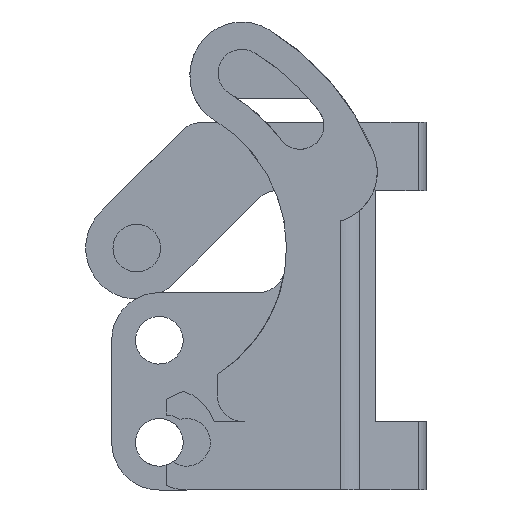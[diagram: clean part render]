
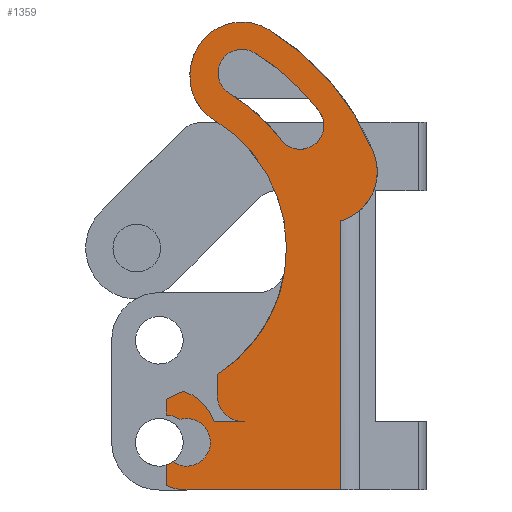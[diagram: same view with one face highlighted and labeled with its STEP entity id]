
A CAD part, left-side view. The second image highlights one B-rep face of the part: STEP entity #1359.
In plain terms, the highlighted planar face has unit normal (-1, 0, 0).
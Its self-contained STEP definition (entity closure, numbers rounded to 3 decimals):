
#17=FACE_BOUND('',#237,.T.);
#31=ELLIPSE('',#1459,4.,3.75);
#39=CIRCLE('',#1416,1.75);
#56=CIRCLE('',#1442,2.);
#57=CIRCLE('',#1444,16.75);
#58=CIRCLE('',#1446,1.75);
#59=CIRCLE('',#1448,13.25);
#60=CIRCLE('',#1450,1.75);
#62=CIRCLE('',#1455,3.75);
#63=CIRCLE('',#1458,3.75);
#64=CIRCLE('',#1461,18.75);
#68=CIRCLE('',#1472,11.);
#84=CIRCLE('',#1497,3.5);
#85=CIRCLE('',#1498,2.);
#86=CIRCLE('',#1499,3.75);
#87=CIRCLE('',#1500,3.5);
#88=CIRCLE('',#1501,1.75);
#89=CIRCLE('',#1502,1.75);
#167=FACE_OUTER_BOUND('',#236,.T.);
#236=EDGE_LOOP('',(#1062,#1063,#1064,#1065,#1066,#1067,#1068,#1069,#1070,
#1071,#1072,#1073,#1074,#1075,#1076,#1077,#1078,#1079,#1080));
#237=EDGE_LOOP('',(#1081,#1082,#1083,#1084,#1085));
#313=LINE('',#2138,#439);
#338=LINE('',#2224,#464);
#345=LINE('',#2239,#471);
#346=LINE('',#2242,#472);
#347=LINE('',#2246,#473);
#348=LINE('',#2250,#474);
#349=LINE('',#2254,#475);
#439=VECTOR('',#1709,10.);
#464=VECTOR('',#1796,10.);
#471=VECTOR('',#1805,10.);
#472=VECTOR('',#1808,10.);
#473=VECTOR('',#1811,10.);
#474=VECTOR('',#1814,10.);
#475=VECTOR('',#1817,10.);
#537=VERTEX_POINT('',#1994);
#538=VERTEX_POINT('',#1995);
#560=VERTEX_POINT('',#2054);
#561=VERTEX_POINT('',#2055);
#562=VERTEX_POINT('',#2060);
#563=VERTEX_POINT('',#2064);
#564=VERTEX_POINT('',#2068);
#568=VERTEX_POINT('',#2081);
#569=VERTEX_POINT('',#2083);
#571=VERTEX_POINT('',#2094);
#572=VERTEX_POINT('',#2095);
#573=VERTEX_POINT('',#2105);
#584=VERTEX_POINT('',#2137);
#592=VERTEX_POINT('',#2161);
#610=VERTEX_POINT('',#2213);
#621=VERTEX_POINT('',#2238);
#622=VERTEX_POINT('',#2241);
#623=VERTEX_POINT('',#2243);
#624=VERTEX_POINT('',#2245);
#625=VERTEX_POINT('',#2247);
#626=VERTEX_POINT('',#2249);
#627=VERTEX_POINT('',#2251);
#628=VERTEX_POINT('',#2253);
#629=VERTEX_POINT('',#2255);
#680=EDGE_CURVE('',#537,#538,#39,.T.);
#710=EDGE_CURVE('',#560,#561,#56,.T.);
#713=EDGE_CURVE('',#562,#560,#57,.T.);
#715=EDGE_CURVE('',#563,#562,#58,.T.);
#717=EDGE_CURVE('',#564,#563,#59,.T.);
#719=EDGE_CURVE('',#561,#564,#60,.T.);
#724=EDGE_CURVE('',#569,#568,#62,.T.);
#727=EDGE_CURVE('',#571,#572,#63,.T.);
#730=EDGE_CURVE('',#572,#573,#31,.T.);
#732=EDGE_CURVE('',#568,#571,#64,.T.);
#745=EDGE_CURVE('',#584,#569,#313,.T.);
#757=EDGE_CURVE('',#592,#573,#68,.T.);
#789=EDGE_CURVE('',#584,#610,#338,.T.);
#796=EDGE_CURVE('',#621,#538,#345,.T.);
#797=EDGE_CURVE('',#621,#610,#84,.T.);
#798=EDGE_CURVE('',#622,#592,#346,.T.);
#799=EDGE_CURVE('',#623,#622,#85,.T.);
#800=EDGE_CURVE('',#624,#623,#347,.T.);
#801=EDGE_CURVE('',#625,#624,#86,.T.);
#802=EDGE_CURVE('',#626,#625,#348,.T.);
#803=EDGE_CURVE('',#627,#626,#87,.T.);
#804=EDGE_CURVE('',#628,#627,#349,.T.);
#805=EDGE_CURVE('',#629,#628,#88,.T.);
#806=EDGE_CURVE('',#629,#537,#89,.T.);
#1062=ORIENTED_EDGE('',*,*,#680,.T.);
#1063=ORIENTED_EDGE('',*,*,#796,.F.);
#1064=ORIENTED_EDGE('',*,*,#797,.T.);
#1065=ORIENTED_EDGE('',*,*,#789,.F.);
#1066=ORIENTED_EDGE('',*,*,#745,.T.);
#1067=ORIENTED_EDGE('',*,*,#724,.T.);
#1068=ORIENTED_EDGE('',*,*,#732,.T.);
#1069=ORIENTED_EDGE('',*,*,#727,.T.);
#1070=ORIENTED_EDGE('',*,*,#730,.T.);
#1071=ORIENTED_EDGE('',*,*,#757,.F.);
#1072=ORIENTED_EDGE('',*,*,#798,.F.);
#1073=ORIENTED_EDGE('',*,*,#799,.F.);
#1074=ORIENTED_EDGE('',*,*,#800,.F.);
#1075=ORIENTED_EDGE('',*,*,#801,.F.);
#1076=ORIENTED_EDGE('',*,*,#802,.F.);
#1077=ORIENTED_EDGE('',*,*,#803,.F.);
#1078=ORIENTED_EDGE('',*,*,#804,.F.);
#1079=ORIENTED_EDGE('',*,*,#805,.F.);
#1080=ORIENTED_EDGE('',*,*,#806,.T.);
#1081=ORIENTED_EDGE('',*,*,#710,.T.);
#1082=ORIENTED_EDGE('',*,*,#719,.T.);
#1083=ORIENTED_EDGE('',*,*,#717,.T.);
#1084=ORIENTED_EDGE('',*,*,#715,.T.);
#1085=ORIENTED_EDGE('',*,*,#713,.T.);
#1301=PLANE('',#1496);
#1359=ADVANCED_FACE('',(#167,#17),#1301,.F.);
#1416=AXIS2_PLACEMENT_3D('',#1996,#1580,#1581);
#1442=AXIS2_PLACEMENT_3D('',#2056,#1643,#1644);
#1444=AXIS2_PLACEMENT_3D('',#2061,#1649,#1650);
#1446=AXIS2_PLACEMENT_3D('',#2065,#1654,#1655);
#1448=AXIS2_PLACEMENT_3D('',#2069,#1659,#1660);
#1450=AXIS2_PLACEMENT_3D('',#2072,#1664,#1665);
#1455=AXIS2_PLACEMENT_3D('',#2084,#1676,#1677);
#1458=AXIS2_PLACEMENT_3D('',#2096,#1682,#1683);
#1459=AXIS2_PLACEMENT_3D('',#2106,#1686,#1687);
#1461=AXIS2_PLACEMENT_3D('',#2109,#1691,#1692);
#1472=AXIS2_PLACEMENT_3D('',#2162,#1732,#1733);
#1496=AXIS2_PLACEMENT_3D('',#2237,#1803,#1804);
#1497=AXIS2_PLACEMENT_3D('',#2240,#1806,#1807);
#1498=AXIS2_PLACEMENT_3D('',#2244,#1809,#1810);
#1499=AXIS2_PLACEMENT_3D('',#2248,#1812,#1813);
#1500=AXIS2_PLACEMENT_3D('',#2252,#1815,#1816);
#1501=AXIS2_PLACEMENT_3D('',#2256,#1818,#1819);
#1502=AXIS2_PLACEMENT_3D('',#2257,#1820,#1821);
#1580=DIRECTION('center_axis',(1.,0.,0.));
#1581=DIRECTION('ref_axis',(0.,-0.571,-0.821));
#1643=DIRECTION('center_axis',(-1.,0.,0.));
#1644=DIRECTION('ref_axis',(0.,0.995,0.1));
#1649=DIRECTION('center_axis',(1.,0.,0.));
#1650=DIRECTION('ref_axis',(0.,-0.8,0.6));
#1654=DIRECTION('center_axis',(1.,0.,0.));
#1655=DIRECTION('ref_axis',(0.,-0.515,0.857));
#1659=DIRECTION('center_axis',(-1.,0.,0.));
#1660=DIRECTION('ref_axis',(0.,-0.8,0.6));
#1664=DIRECTION('center_axis',(1.,0.,0.));
#1665=DIRECTION('ref_axis',(0.,0.8,-0.6));
#1676=DIRECTION('center_axis',(-1.,0.,0.));
#1677=DIRECTION('ref_axis',(0.,-0.282,-0.959));
#1682=DIRECTION('center_axis',(-1.,0.,0.));
#1683=DIRECTION('ref_axis',(0.,-0.515,0.857));
#1686=DIRECTION('center_axis',(-1.,0.,0.));
#1687=DIRECTION('ref_axis',(0.,0.515,-0.857));
#1691=DIRECTION('center_axis',(-1.,0.,0.));
#1692=DIRECTION('ref_axis',(0.,-0.928,0.373));
#1709=DIRECTION('',(0.,0.,1.));
#1732=DIRECTION('center_axis',(-1.,0.,0.));
#1733=DIRECTION('ref_axis',(0.,-1.,0.));
#1796=DIRECTION('',(0.,1.,0.));
#1803=DIRECTION('center_axis',(1.,0.,0.));
#1804=DIRECTION('ref_axis',(0.,1.,0.));
#1805=DIRECTION('',(0.,0.,1.));
#1806=DIRECTION('center_axis',(-1.,0.,0.));
#1807=DIRECTION('ref_axis',(0.,-1.,0.));
#1808=DIRECTION('',(0.,0.,1.));
#1809=DIRECTION('center_axis',(1.,0.,0.));
#1810=DIRECTION('ref_axis',(0.,1.,0.));
#1811=DIRECTION('',(0.,-1.,0.));
#1812=DIRECTION('center_axis',(1.,0.,0.));
#1813=DIRECTION('ref_axis',(0.,0.707,-0.707));
#1814=DIRECTION('',(0.,-0.91,0.415));
#1815=DIRECTION('center_axis',(1.,0.,0.));
#1816=DIRECTION('ref_axis',(0.,-1.,0.));
#1817=DIRECTION('',(0.,0.,1.));
#1818=DIRECTION('center_axis',(-1.,0.,0.));
#1819=DIRECTION('ref_axis',(0.,1.,0.));
#1820=DIRECTION('center_axis',(1.,0.,0.));
#1821=DIRECTION('ref_axis',(0.,-1.,0.));
#1994=CARTESIAN_POINT('',(23.617,-63.5,5.064));
#1995=CARTESIAN_POINT('',(23.617,-63.,4.823));
#1996=CARTESIAN_POINT('Origin',(23.616,-62.5,6.5));
#2054=CARTESIAN_POINT('',(23.616,-74.049,31.078));
#2055=CARTESIAN_POINT('',(23.616,-74.09,31.002));
#2056=CARTESIAN_POINT('Origin',(23.616,-75.824,32.));
#2060=CARTESIAN_POINT('',(23.616,-69.465,35.133));
#2061=CARTESIAN_POINT('Origin',(23.616,-60.845,20.771));
#2064=CARTESIAN_POINT('',(23.616,-67.664,32.132));
#2065=CARTESIAN_POINT('Origin',(23.616,-68.565,33.632));
#2068=CARTESIAN_POINT('',(23.616,-71.442,28.725));
#2069=CARTESIAN_POINT('Origin',(23.616,-60.845,20.771));
#2072=CARTESIAN_POINT('Origin',(23.616,-72.842,29.776));
#2081=CARTESIAN_POINT('',(23.616,-78.243,27.763));
#2083=CARTESIAN_POINT('',(23.616,-75.821,22.766));
#2084=CARTESIAN_POINT('Origin',(23.616,-74.764,26.364));
#2094=CARTESIAN_POINT('',(23.616,-70.494,36.848));
#2095=CARTESIAN_POINT('',(23.616,-65.349,35.562));
#2096=CARTESIAN_POINT('Origin',(23.616,-68.565,33.632));
#2105=CARTESIAN_POINT('',(23.616,-66.506,30.203));
#2106=CARTESIAN_POINT('Origin',(23.616,-68.565,33.632));
#2109=CARTESIAN_POINT('Origin',(23.616,-60.845,20.771));
#2137=CARTESIAN_POINT('',(23.616,-75.821,3.));
#2138=CARTESIAN_POINT('',(23.616,-75.821,3.));
#2161=CARTESIAN_POINT('',(23.617,-66.75,11.49));
#2162=CARTESIAN_POINT('Origin',(23.616,-60.845,20.771));
#2213=CARTESIAN_POINT('',(23.617,-64.5,3.));
#2224=CARTESIAN_POINT('',(23.616,-84.253,3.));
#2237=CARTESIAN_POINT('Origin',(23.616,-84.253,3.));
#2238=CARTESIAN_POINT('',(23.617,-63.,3.338));
#2239=CARTESIAN_POINT('',(23.617,-63.,6.75));
#2240=CARTESIAN_POINT('Origin',(23.617,-64.5,6.5));
#2241=CARTESIAN_POINT('',(23.617,-66.75,10.));
#2242=CARTESIAN_POINT('',(23.617,-66.75,13.125));
#2243=CARTESIAN_POINT('',(23.617,-68.75,8.));
#2244=CARTESIAN_POINT('Origin',(23.617,-68.75,10.));
#2245=CARTESIAN_POINT('',(23.617,-66.536,8.));
#2246=CARTESIAN_POINT('',(23.617,-64.449,8.));
#2247=CARTESIAN_POINT('',(23.617,-64.314,10.262));
#2248=CARTESIAN_POINT('Origin',(23.617,-63.,6.75));
#2249=CARTESIAN_POINT('',(23.617,-63.047,9.684));
#2250=CARTESIAN_POINT('',(23.617,-63.047,9.684));
#2251=CARTESIAN_POINT('',(23.616,-63.,9.662));
#2252=CARTESIAN_POINT('Origin',(23.616,-64.5,6.5));
#2253=CARTESIAN_POINT('',(23.617,-63.,8.5));
#2254=CARTESIAN_POINT('',(23.616,-63.,3.));
#2255=CARTESIAN_POINT('',(23.617,-64.009,8.18));
#2256=CARTESIAN_POINT('Origin',(23.617,-63.,6.75));
#2257=CARTESIAN_POINT('Origin',(23.617,-64.5,6.5));
